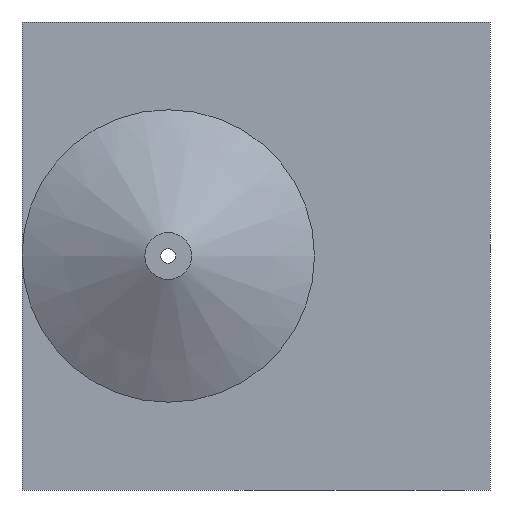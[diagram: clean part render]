
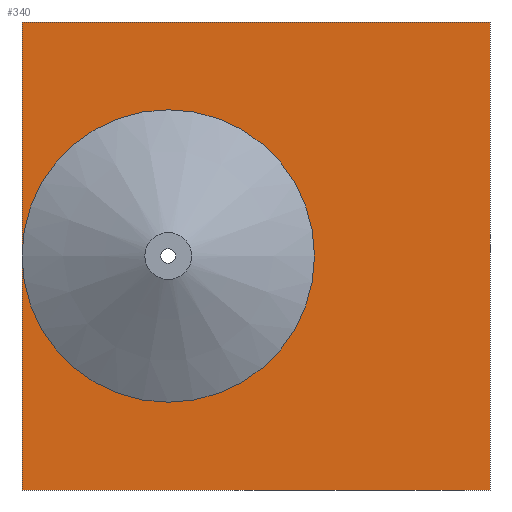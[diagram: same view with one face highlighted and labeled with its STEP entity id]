
A CAD part, front view. The second image highlights one B-rep face of the part: STEP entity #340.
In plain terms, the highlighted planar face has unit normal (0, -1, 0).
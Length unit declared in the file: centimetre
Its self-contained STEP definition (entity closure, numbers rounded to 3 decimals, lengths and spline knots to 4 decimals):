
#109=VECTOR('',#419,1.);
#110=VECTOR('',#420,1.);
#111=VECTOR('',#421,1.);
#112=VECTOR('',#422,1.);
#121=LINE('',#486,#109);
#122=LINE('',#489,#110);
#123=LINE('',#491,#111);
#124=LINE('',#493,#112);
#132=PLANE('',#368);
#153=VERTEX_POINT('',#487);
#154=VERTEX_POINT('',#488);
#155=VERTEX_POINT('',#490);
#156=VERTEX_POINT('',#492);
#157=VERTEX_POINT('',#494);
#172=CIRCLE('',#369,0.3969);
#192=EDGE_CURVE('',#153,#154,#121,.T.);
#193=EDGE_CURVE('',#155,#153,#122,.T.);
#194=EDGE_CURVE('',#156,#155,#123,.T.);
#195=EDGE_CURVE('',#157,#156,#124,.T.);
#196=EDGE_CURVE('',#154,#157,#121,.T.);
#197=EDGE_CURVE('',#154,#154,#172,.T.);
#224=ORIENTED_EDGE('',*,*,#192,.F.);
#225=ORIENTED_EDGE('',*,*,#193,.F.);
#226=ORIENTED_EDGE('',*,*,#194,.F.);
#227=ORIENTED_EDGE('',*,*,#195,.F.);
#228=ORIENTED_EDGE('',*,*,#196,.F.);
#229=ORIENTED_EDGE('',*,*,#197,.F.);
#277=EDGE_LOOP('',(#224,#225,#226,#227,#228,#229));
#311=FACE_BOUND('',#277,.T.);
#340=ADVANCED_FACE('',(#311),#132,.F.);
#368=AXIS2_PLACEMENT_3D('',#485,#418,$);
#369=AXIS2_PLACEMENT_3D('',#495,#423,#424);
#418=DIRECTION('',(0.,1.,0.));
#419=DIRECTION('',(0.,0.,1.));
#420=DIRECTION('',(-1.,0.,0.));
#421=DIRECTION('',(0.,0.,-1.));
#422=DIRECTION('',(1.,0.,0.));
#423=DIRECTION('',(0.,-1.,0.));
#424=DIRECTION('',(0.397,0.,0.));
#485=CARTESIAN_POINT('',(0.2381,0.3048,0.));
#486=CARTESIAN_POINT('',(-0.3969,0.3048,-0.635));
#487=CARTESIAN_POINT('',(-0.3969,0.3048,-0.635));
#488=CARTESIAN_POINT('',(-0.3969,0.3048,0.));
#489=CARTESIAN_POINT('',(0.8731,0.3048,-0.635));
#490=CARTESIAN_POINT('',(0.8731,0.3048,-0.635));
#491=CARTESIAN_POINT('',(0.8731,0.3048,0.635));
#492=CARTESIAN_POINT('',(0.8731,0.3048,0.635));
#493=CARTESIAN_POINT('',(-0.3969,0.3048,0.635));
#494=CARTESIAN_POINT('',(-0.3969,0.3048,0.635));
#495=CARTESIAN_POINT('',(0.,0.3048,0.));
